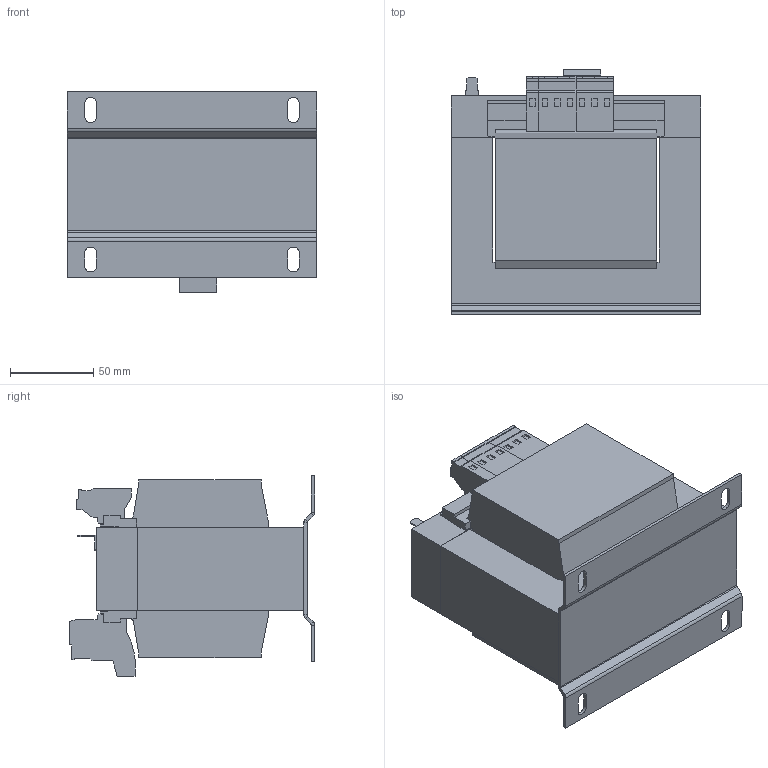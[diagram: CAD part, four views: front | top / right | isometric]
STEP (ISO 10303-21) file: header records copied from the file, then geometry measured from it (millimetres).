
FILE_DESCRIPTION (( 'STEP AP214' ), '1' );
FILE_NAME ('204949.STEP', '2020-05-29T04:57:39', ( '' ), ( '' ), 'SwSTEP 2.0', 'SolidWorks 2018', '' );
FILE_SCHEMA (( 'AUTOMOTIVE_DESIGN' ));
Length unit declared in the file: millimetre
Products named in the file (1): 204949
Bounding box: 150 x 147.55 x 120.75 mm (x, y, z)
Volume: 1462527.2 mm3; surface area: 154454.1 mm2
Topology: 1 solids, 1 shells, 290 faces, 745 edges, 474 vertices
Faces by surface type: plane 253, cylinder 37
Entity records: 8653 total; most frequent: CARTESIAN_POINT 1510, ORIENTED_EDGE 1490, DIRECTION 1401, EDGE_CURVE 745, VECTOR 671, LINE 671, VERTEX_POINT 474, AXIS2_PLACEMENT_3D 365
